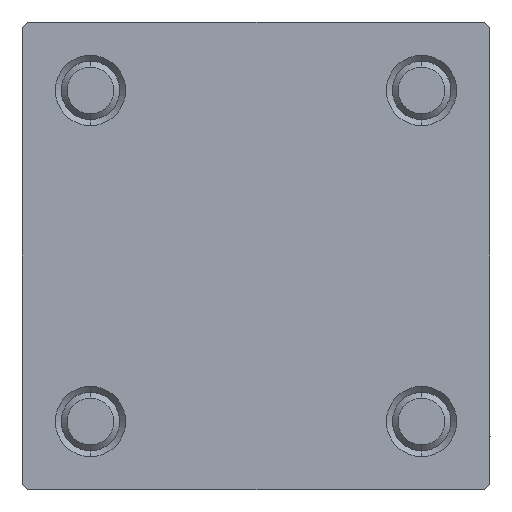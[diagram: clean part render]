
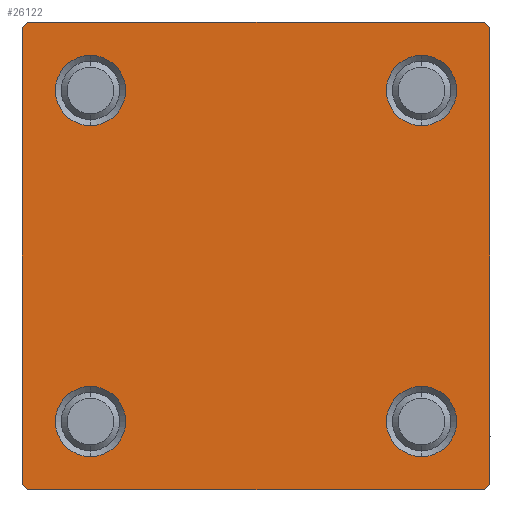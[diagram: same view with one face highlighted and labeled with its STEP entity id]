
A CAD part, left-side view. The second image highlights one B-rep face of the part: STEP entity #26122.
In plain terms, the highlighted planar face has unit normal (-1, 0, 0).
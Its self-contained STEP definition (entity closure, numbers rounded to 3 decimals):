
#336 = CARTESIAN_POINT ( 'NONE',  ( 0., 14.15, 11.15 ) ) ;
#443 = CARTESIAN_POINT ( 'NONE',  ( 0., 19.75, -19.75 ) ) ;
#533 = VERTEX_POINT ( 'NONE', #15470 ) ;
#940 = PLANE ( 'NONE',  #39688 ) ;
#1016 = CARTESIAN_POINT ( 'NONE',  ( 0., -14.15, -14.15 ) ) ;
#1372 = LINE ( 'NONE', #47207, #15195 ) ;
#1895 = ORIENTED_EDGE ( 'NONE', *, *, #20284, .F. ) ;
#2484 = EDGE_LOOP ( 'NONE', ( #25161, #27189 ) ) ;
#3190 = EDGE_LOOP ( 'NONE', ( #28850, #40886 ) ) ;
#3323 = EDGE_CURVE ( 'NONE', #10801, #40663, #40208, .T. ) ;
#3442 = AXIS2_PLACEMENT_3D ( 'NONE', #32051, #12655, #24751 ) ;
#3494 = LINE ( 'NONE', #45539, #13930 ) ;
#4015 = VERTEX_POINT ( 'NONE', #29952 ) ;
#4016 = CARTESIAN_POINT ( 'NONE',  ( 0., 14.15, -11.15 ) ) ;
#4023 = DIRECTION ( 'NONE',  ( 0., 0., 1. ) ) ;
#4252 = DIRECTION ( 'NONE',  ( 0., -1., 0. ) ) ;
#4337 = VECTOR ( 'NONE', #15808, 1000. ) ;
#5153 = CIRCLE ( 'NONE', #27701, 3. ) ;
#5941 = CARTESIAN_POINT ( 'NONE',  ( 0., 20., -19.5 ) ) ;
#6005 = LINE ( 'NONE', #17084, #13641 ) ;
#7514 = DIRECTION ( 'NONE',  ( 0., -1., 0. ) ) ;
#8260 = CIRCLE ( 'NONE', #44458, 3. ) ;
#9244 = DIRECTION ( 'NONE',  ( 0., 0.707, 0.707 ) ) ;
#9298 = VERTEX_POINT ( 'NONE', #5941 ) ;
#9447 = DIRECTION ( 'NONE',  ( 1., 0., 0. ) ) ;
#9455 = LINE ( 'NONE', #29101, #27917 ) ;
#9527 = ORIENTED_EDGE ( 'NONE', *, *, #25951, .T. ) ;
#9619 = AXIS2_PLACEMENT_3D ( 'NONE', #46834, #24175, #35249 ) ;
#9729 = FACE_BOUND ( 'NONE', #37422, .T. ) ;
#10801 = VERTEX_POINT ( 'NONE', #38936 ) ;
#10878 = CARTESIAN_POINT ( 'NONE',  ( 0., -20., 20. ) ) ;
#11695 = DIRECTION ( 'NONE',  ( 0., 0., 1. ) ) ;
#11785 = EDGE_LOOP ( 'NONE', ( #42020, #19805 ) ) ;
#11947 = AXIS2_PLACEMENT_3D ( 'NONE', #23828, #9447, #31880 ) ;
#12655 = DIRECTION ( 'NONE',  ( 1., 0., 0. ) ) ;
#13099 = EDGE_CURVE ( 'NONE', #35356, #30814, #21712, .T. ) ;
#13504 = FACE_BOUND ( 'NONE', #11785, .T. ) ;
#13641 = VECTOR ( 'NONE', #27496, 1000. ) ;
#13930 = VECTOR ( 'NONE', #7514, 1000. ) ;
#14042 = ORIENTED_EDGE ( 'NONE', *, *, #44311, .T. ) ;
#14176 = CARTESIAN_POINT ( 'NONE',  ( 0., 19.5, -20. ) ) ;
#15195 = VECTOR ( 'NONE', #43417, 1000. ) ;
#15470 = CARTESIAN_POINT ( 'NONE',  ( 0., 14.15, -17.15 ) ) ;
#15691 = DIRECTION ( 'NONE',  ( 0., 0., 1. ) ) ;
#15808 = DIRECTION ( 'NONE',  ( 0., -0.707, -0.707 ) ) ;
#16059 = EDGE_CURVE ( 'NONE', #27152, #35915, #6005, .T. ) ;
#16643 = CARTESIAN_POINT ( 'NONE',  ( 0., -14.15, -11.15 ) ) ;
#16798 = DIRECTION ( 'NONE',  ( -1., 0., 0. ) ) ;
#17067 = VERTEX_POINT ( 'NONE', #27691 ) ;
#17084 = CARTESIAN_POINT ( 'NONE',  ( 0., 19.75, 19.75 ) ) ;
#17416 = AXIS2_PLACEMENT_3D ( 'NONE', #42154, #42405, #11695 ) ;
#19805 = ORIENTED_EDGE ( 'NONE', *, *, #24427, .T. ) ;
#20284 = EDGE_CURVE ( 'NONE', #10801, #4015, #41580, .T. ) ;
#20334 = FACE_BOUND ( 'NONE', #3190, .T. ) ;
#20832 = FACE_OUTER_BOUND ( 'NONE', #30927, .T. ) ;
#20926 = DIRECTION ( 'NONE',  ( 1., 0., 0. ) ) ;
#21281 = VERTEX_POINT ( 'NONE', #22533 ) ;
#21418 = CIRCLE ( 'NONE', #17416, 3. ) ;
#21712 = CIRCLE ( 'NONE', #9619, 3. ) ;
#21970 = CIRCLE ( 'NONE', #22902, 3. ) ;
#22533 = CARTESIAN_POINT ( 'NONE',  ( 0., 14.15, 17.15 ) ) ;
#22902 = AXIS2_PLACEMENT_3D ( 'NONE', #41026, #33488, #4023 ) ;
#23262 = DIRECTION ( 'NONE',  ( 1., 0., 0. ) ) ;
#23751 = CARTESIAN_POINT ( 'NONE',  ( 0., -14.15, 17.15 ) ) ;
#23754 = CARTESIAN_POINT ( 'NONE',  ( 0., -14.15, -14.15 ) ) ;
#23828 = CARTESIAN_POINT ( 'NONE',  ( 0., 14.15, 14.15 ) ) ;
#24175 = DIRECTION ( 'NONE',  ( 1., 0., 0. ) ) ;
#24192 = DIRECTION ( 'NONE',  ( 0., 0., 1. ) ) ;
#24427 = EDGE_CURVE ( 'NONE', #533, #37768, #40411, .T. ) ;
#24687 = CARTESIAN_POINT ( 'NONE',  ( 0., -19.5, 20. ) ) ;
#24751 = DIRECTION ( 'NONE',  ( 0., 0., 1. ) ) ;
#25161 = ORIENTED_EDGE ( 'NONE', *, *, #28867, .T. ) ;
#25951 = EDGE_CURVE ( 'NONE', #9298, #36600, #46289, .T. ) ;
#26122 = ADVANCED_FACE ( 'NONE', ( #48008, #20334, #13504, #9729, #20832 ), #940, .T. ) ;
#26498 = DIRECTION ( 'NONE',  ( 0., 0., -1. ) ) ;
#27138 = CARTESIAN_POINT ( 'NONE',  ( 0., 20., 19.5 ) ) ;
#27152 = VERTEX_POINT ( 'NONE', #39297 ) ;
#27189 = ORIENTED_EDGE ( 'NONE', *, *, #13099, .T. ) ;
#27369 = ORIENTED_EDGE ( 'NONE', *, *, #40161, .T. ) ;
#27496 = DIRECTION ( 'NONE',  ( 0., 0.707, -0.707 ) ) ;
#27587 = VERTEX_POINT ( 'NONE', #336 ) ;
#27691 = CARTESIAN_POINT ( 'NONE',  ( 0., -14.15, -17.15 ) ) ;
#27701 = AXIS2_PLACEMENT_3D ( 'NONE', #47596, #20926, #36270 ) ;
#27721 = DIRECTION ( 'NONE',  ( 1., 0., 0. ) ) ;
#27917 = VECTOR ( 'NONE', #48227, 1000. ) ;
#27931 = VERTEX_POINT ( 'NONE', #16643 ) ;
#28102 = EDGE_CURVE ( 'NONE', #37768, #533, #5153, .T. ) ;
#28850 = ORIENTED_EDGE ( 'NONE', *, *, #41733, .T. ) ;
#28867 = EDGE_CURVE ( 'NONE', #30814, #35356, #21970, .T. ) ;
#29101 = CARTESIAN_POINT ( 'NONE',  ( 0., 20., 20. ) ) ;
#29952 = CARTESIAN_POINT ( 'NONE',  ( 0., -20., -19.5 ) ) ;
#29955 = AXIS2_PLACEMENT_3D ( 'NONE', #23754, #23262, #15691 ) ;
#30814 = VERTEX_POINT ( 'NONE', #23751 ) ;
#30927 = EDGE_LOOP ( 'NONE', ( #47512, #9527, #14042, #32115, #1895, #43172, #49533, #44929 ) ) ;
#31880 = DIRECTION ( 'NONE',  ( 0., 0., 1. ) ) ;
#31897 = CARTESIAN_POINT ( 'NONE',  ( 0., -14.15, 11.15 ) ) ;
#31918 = DIRECTION ( 'NONE',  ( 0., 0., 1. ) ) ;
#32051 = CARTESIAN_POINT ( 'NONE',  ( 0., 14.15, -14.15 ) ) ;
#32115 = ORIENTED_EDGE ( 'NONE', *, *, #40432, .T. ) ;
#32120 = CARTESIAN_POINT ( 'NONE',  ( 0., 20., 20. ) ) ;
#32888 = CIRCLE ( 'NONE', #11947, 3. ) ;
#33488 = DIRECTION ( 'NONE',  ( 1., 0., 0. ) ) ;
#33964 = CIRCLE ( 'NONE', #29955, 3. ) ;
#34126 = EDGE_CURVE ( 'NONE', #27152, #40663, #36383, .T. ) ;
#35249 = DIRECTION ( 'NONE',  ( 0., 0., 1. ) ) ;
#35356 = VERTEX_POINT ( 'NONE', #31897 ) ;
#35676 = CARTESIAN_POINT ( 'NONE',  ( 0., 0., 0. ) ) ;
#35915 = VERTEX_POINT ( 'NONE', #27138 ) ;
#36270 = DIRECTION ( 'NONE',  ( 0., 0., 1. ) ) ;
#36383 = LINE ( 'NONE', #32120, #44650 ) ;
#36392 = EDGE_CURVE ( 'NONE', #27587, #21281, #21418, .T. ) ;
#36436 = CARTESIAN_POINT ( 'NONE',  ( 0., -19.75, 19.75 ) ) ;
#36600 = VERTEX_POINT ( 'NONE', #14176 ) ;
#36646 = VECTOR ( 'NONE', #9244, 1000. ) ;
#37422 = EDGE_LOOP ( 'NONE', ( #27369, #37972 ) ) ;
#37768 = VERTEX_POINT ( 'NONE', #4016 ) ;
#37972 = ORIENTED_EDGE ( 'NONE', *, *, #36392, .T. ) ;
#38936 = CARTESIAN_POINT ( 'NONE',  ( 0., -20., 19.5 ) ) ;
#39009 = EDGE_CURVE ( 'NONE', #35915, #9298, #9455, .T. ) ;
#39297 = CARTESIAN_POINT ( 'NONE',  ( 0., 19.5, 20. ) ) ;
#39688 = AXIS2_PLACEMENT_3D ( 'NONE', #35676, #16798, #31918 ) ;
#40161 = EDGE_CURVE ( 'NONE', #21281, #27587, #32888, .T. ) ;
#40208 = LINE ( 'NONE', #36436, #36646 ) ;
#40411 = CIRCLE ( 'NONE', #3442, 3. ) ;
#40432 = EDGE_CURVE ( 'NONE', #43474, #4015, #1372, .T. ) ;
#40663 = VERTEX_POINT ( 'NONE', #24687 ) ;
#40886 = ORIENTED_EDGE ( 'NONE', *, *, #42078, .T. ) ;
#41026 = CARTESIAN_POINT ( 'NONE',  ( 0., -14.15, 14.15 ) ) ;
#41580 = LINE ( 'NONE', #10878, #42702 ) ;
#41733 = EDGE_CURVE ( 'NONE', #27931, #17067, #33964, .T. ) ;
#42020 = ORIENTED_EDGE ( 'NONE', *, *, #28102, .T. ) ;
#42078 = EDGE_CURVE ( 'NONE', #17067, #27931, #8260, .T. ) ;
#42154 = CARTESIAN_POINT ( 'NONE',  ( 0., 14.15, 14.15 ) ) ;
#42405 = DIRECTION ( 'NONE',  ( 1., 0., 0. ) ) ;
#42702 = VECTOR ( 'NONE', #26498, 1000. ) ;
#43172 = ORIENTED_EDGE ( 'NONE', *, *, #3323, .T. ) ;
#43417 = DIRECTION ( 'NONE',  ( 0., -0.707, 0.707 ) ) ;
#43474 = VERTEX_POINT ( 'NONE', #45655 ) ;
#44311 = EDGE_CURVE ( 'NONE', #36600, #43474, #3494, .T. ) ;
#44458 = AXIS2_PLACEMENT_3D ( 'NONE', #1016, #27721, #24192 ) ;
#44650 = VECTOR ( 'NONE', #4252, 1000. ) ;
#44929 = ORIENTED_EDGE ( 'NONE', *, *, #16059, .T. ) ;
#45539 = CARTESIAN_POINT ( 'NONE',  ( 0., 20., -20. ) ) ;
#45655 = CARTESIAN_POINT ( 'NONE',  ( 0., -19.5, -20. ) ) ;
#46289 = LINE ( 'NONE', #443, #4337 ) ;
#46834 = CARTESIAN_POINT ( 'NONE',  ( 0., -14.15, 14.15 ) ) ;
#47207 = CARTESIAN_POINT ( 'NONE',  ( 0., -19.75, -19.75 ) ) ;
#47512 = ORIENTED_EDGE ( 'NONE', *, *, #39009, .T. ) ;
#47596 = CARTESIAN_POINT ( 'NONE',  ( 0., 14.15, -14.15 ) ) ;
#48008 = FACE_BOUND ( 'NONE', #2484, .T. ) ;
#48227 = DIRECTION ( 'NONE',  ( 0., 0., -1. ) ) ;
#49533 = ORIENTED_EDGE ( 'NONE', *, *, #34126, .F. ) ;
